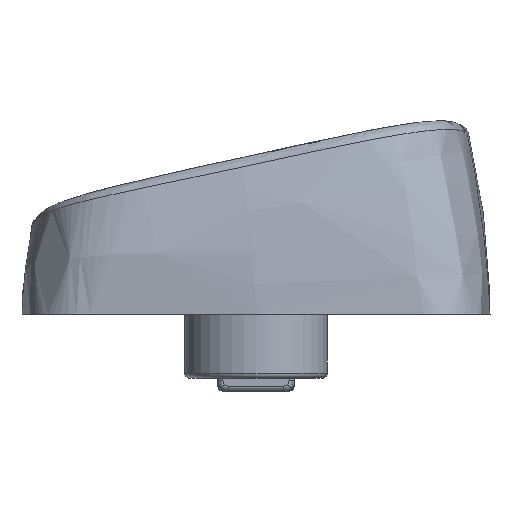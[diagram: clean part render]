
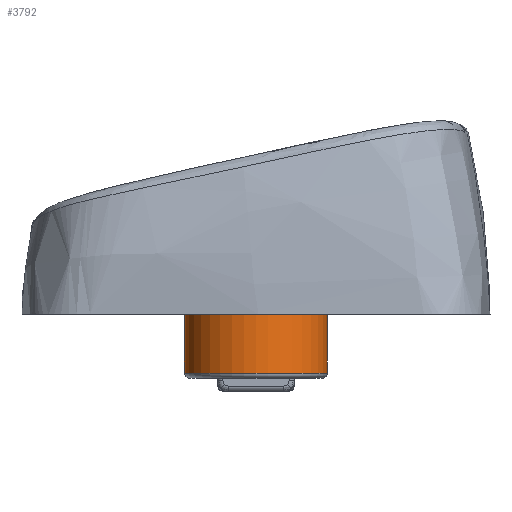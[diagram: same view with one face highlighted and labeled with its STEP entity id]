
A CAD part, left-side view. The second image highlights one B-rep face of the part: STEP entity #3792.
In plain terms, the highlighted cylindrical face has radius 2.75 mm (diameter 5.5 mm), a full revolution.
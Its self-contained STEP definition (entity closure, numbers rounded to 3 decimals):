
#56=CYLINDRICAL_SURFACE('',#4139,2.75);
#177=LINE('',#9366,#331);
#331=VECTOR('',#4819,2.75);
#575=FACE_OUTER_BOUND('',#794,.T.);
#794=EDGE_LOOP('',(#2877,#2878,#2879,#2880,#2881));
#1079=CIRCLE('',#4132,2.75);
#1080=CIRCLE('',#4133,2.75);
#1085=CIRCLE('',#4140,2.75);
#1579=VERTEX_POINT('',#9326);
#1580=VERTEX_POINT('',#9328);
#1597=VERTEX_POINT('',#9365);
#2094=EDGE_CURVE('',#1579,#1580,#1079,.T.);
#2095=EDGE_CURVE('',#1580,#1579,#1080,.T.);
#2112=EDGE_CURVE('',#1580,#1597,#177,.T.);
#2113=EDGE_CURVE('',#1597,#1597,#1085,.T.);
#2877=ORIENTED_EDGE('',*,*,#2095,.F.);
#2878=ORIENTED_EDGE('',*,*,#2112,.T.);
#2879=ORIENTED_EDGE('',*,*,#2113,.F.);
#2880=ORIENTED_EDGE('',*,*,#2112,.F.);
#2881=ORIENTED_EDGE('',*,*,#2094,.F.);
#3792=ADVANCED_FACE('',(#575),#56,.T.);
#4132=AXIS2_PLACEMENT_3D('',#9329,#4791,#4792);
#4133=AXIS2_PLACEMENT_3D('',#9330,#4793,#4794);
#4139=AXIS2_PLACEMENT_3D('',#9364,#4817,#4818);
#4140=AXIS2_PLACEMENT_3D('',#9367,#4820,#4821);
#4791=DIRECTION('center_axis',(0.,0.,
-1.));
#4792=DIRECTION('ref_axis',(1.,0.,0.));
#4793=DIRECTION('center_axis',(0.,0.,
-1.));
#4794=DIRECTION('ref_axis',(1.,0.,0.));
#4817=DIRECTION('center_axis',(0.,0.,
-1.));
#4818=DIRECTION('ref_axis',(1.,0.,0.));
#4819=DIRECTION('',(0.,0.,1.));
#4820=DIRECTION('center_axis',(0.,0.,
1.));
#4821=DIRECTION('ref_axis',(1.,0.,0.));
#9326=CARTESIAN_POINT('',(-97.356,-9.525,-3.1));
#9328=CARTESIAN_POINT('',(-102.856,-9.525,-3.1));
#9329=CARTESIAN_POINT('Origin',(-100.106,-9.525,-3.1));
#9330=CARTESIAN_POINT('Origin',(-100.106,-9.525,-3.1));
#9364=CARTESIAN_POINT('Origin',(-100.106,-9.525,0.));
#9365=CARTESIAN_POINT('',(-102.856,-9.525,-0.25));
#9366=CARTESIAN_POINT('',(-102.856,-9.525,0.));
#9367=CARTESIAN_POINT('Origin',(-100.106,-9.525,-0.25));
